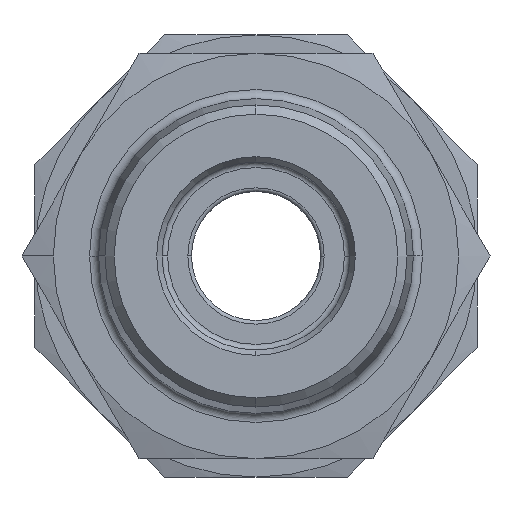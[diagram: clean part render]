
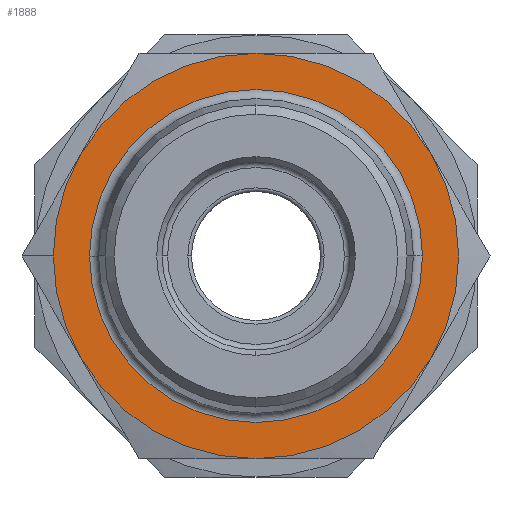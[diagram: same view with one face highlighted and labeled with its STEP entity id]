
A CAD part, left-side view. The second image highlights one B-rep face of the part: STEP entity #1888.
In plain terms, the highlighted planar face has unit normal (-1, 0, 0).
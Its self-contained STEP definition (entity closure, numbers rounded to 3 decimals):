
#265=CARTESIAN_POINT('',(-4.5,9.526,5.5));
#299=CARTESIAN_POINT('',(-4.5,0.,11.));
#333=CARTESIAN_POINT('',(-4.5,-9.526,5.5));
#369=CARTESIAN_POINT('',(-4.5,-9.526,
-5.5));
#403=CARTESIAN_POINT('',(-4.5,0.,-11.));
#453=CARTESIAN_POINT('',(-4.5,9.526,-5.5));
#489=CARTESIAN_POINT('',(-4.5,0.,0.));
#490=DIRECTION('',(-1.,0.,0.));
#491=DIRECTION('',(0.,-0.866,-0.5));
#492=AXIS2_PLACEMENT_3D('',#489,#490,#491);
#498=CARTESIAN_POINT('',(-4.5,0.,0.));
#499=DIRECTION('',(1.,0.,0.));
#500=DIRECTION('',(0.,1.,0.));
#501=AXIS2_PLACEMENT_3D('',#498,#499,#500);
#503=CARTESIAN_POINT('',(-4.5,0.,0.));
#504=DIRECTION('',(1.,0.,0.));
#505=DIRECTION('',(0.,-1.,0.));
#506=AXIS2_PLACEMENT_3D('',#503,#504,#505);
#508=CARTESIAN_POINT('',(-4.5,0.,0.));
#509=DIRECTION('',(1.,0.,0.));
#510=DIRECTION('',(0.,1.,0.));
#511=AXIS2_PLACEMENT_3D('',#508,#509,#510);
#513=CARTESIAN_POINT('',(-4.5,0.,0.));
#514=DIRECTION('',(1.,0.,0.));
#515=DIRECTION('',(0.,0.866,0.5));
#516=AXIS2_PLACEMENT_3D('',#513,#514,#515);
#518=CARTESIAN_POINT('',(-4.5,0.,0.));
#519=DIRECTION('',(1.,0.,0.));
#520=DIRECTION('',(0.,0.,1.));
#521=AXIS2_PLACEMENT_3D('',#518,#519,#520);
#523=CARTESIAN_POINT('',(-4.5,0.,0.));
#524=DIRECTION('',(-1.,0.,0.));
#525=DIRECTION('',(0.,0.,-1.));
#526=AXIS2_PLACEMENT_3D('',#523,#524,#525);
#528=CARTESIAN_POINT('',(-4.5,0.,0.));
#529=DIRECTION('',(-1.,0.,0.));
#530=DIRECTION('',(0.,0.866,-0.5));
#531=AXIS2_PLACEMENT_3D('',#528,#529,#530);
#533=CARTESIAN_POINT('',(-4.5,0.,0.));
#534=DIRECTION('',(-1.,0.,0.));
#535=DIRECTION('',(0.,1.,0.));
#536=AXIS2_PLACEMENT_3D('',#533,#534,#535);
#1101=CARTESIAN_POINT('',(-4.5,9.038,0.));
#1102=CARTESIAN_POINT('',(-4.5,-9.038,0.));
#1103=VERTEX_POINT('',#1101);
#1104=VERTEX_POINT('',#1102);
#1160=VERTEX_POINT('',#333);
#1161=VERTEX_POINT('',#299);
#1162=VERTEX_POINT('',#265);
#1166=VERTEX_POINT('',#403);
#1167=VERTEX_POINT('',#369);
#1168=VERTEX_POINT('',#453);
#1171=CARTESIAN_POINT('',(-4.5,11.,0.));
#1172=VERTEX_POINT('',#1171);
#1867=CARTESIAN_POINT('',(-4.5,0.,0.));
#1868=DIRECTION('',(1.,0.,0.));
#1869=DIRECTION('',(0.,-1.,0.));
#1870=AXIS2_PLACEMENT_3D('',#1867,#1868,#1869);
#1871=PLANE('',#1870);
#1873=ORIENTED_EDGE('',*,*,#1872,.T.);
#1874=ORIENTED_EDGE('',*,*,#1800,.T.);
#1875=ORIENTED_EDGE('',*,*,#1824,.T.);
#1876=ORIENTED_EDGE('',*,*,#1813,.F.);
#1877=ORIENTED_EDGE('',*,*,#1836,.F.);
#1878=ORIENTED_EDGE('',*,*,#1849,.F.);
#1879=ORIENTED_EDGE('',*,*,#1862,.F.);
#1880=EDGE_LOOP('',(#1873,#1874,#1875,#1876,#1877,#1878,#1879));
#1881=FACE_OUTER_BOUND('',#1880,.F.);
#1883=ORIENTED_EDGE('',*,*,#1882,.F.);
#1885=ORIENTED_EDGE('',*,*,#1884,.F.);
#1886=EDGE_LOOP('',(#1883,#1885));
#1887=FACE_BOUND('',#1886,.F.);
#1888=ADVANCED_FACE('',(#1881,#1887),#1871,.F.);
#493=CIRCLE('',#492,11.);
#502=CIRCLE('',#501,9.038);
#507=CIRCLE('',#506,9.038);
#512=CIRCLE('',#511,11.);
#517=CIRCLE('',#516,11.);
#522=CIRCLE('',#521,11.);
#527=CIRCLE('',#526,11.);
#532=CIRCLE('',#531,11.);
#537=CIRCLE('',#536,11.);
#1800=EDGE_CURVE('',#1162,#1161,#517,.T.);
#1813=EDGE_CURVE('',#1167,#1160,#493,.T.);
#1824=EDGE_CURVE('',#1161,#1160,#522,.T.);
#1836=EDGE_CURVE('',#1166,#1167,#527,.T.);
#1849=EDGE_CURVE('',#1168,#1166,#532,.T.);
#1862=EDGE_CURVE('',#1172,#1168,#537,.T.);
#1872=EDGE_CURVE('',#1172,#1162,#512,.T.);
#1882=EDGE_CURVE('',#1103,#1104,#502,.T.);
#1884=EDGE_CURVE('',#1104,#1103,#507,.T.);
